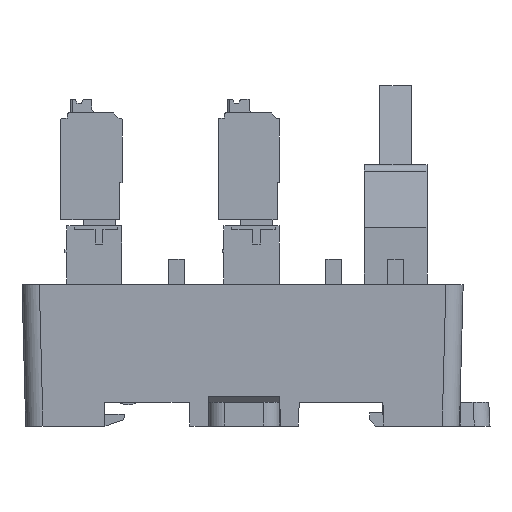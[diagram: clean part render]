
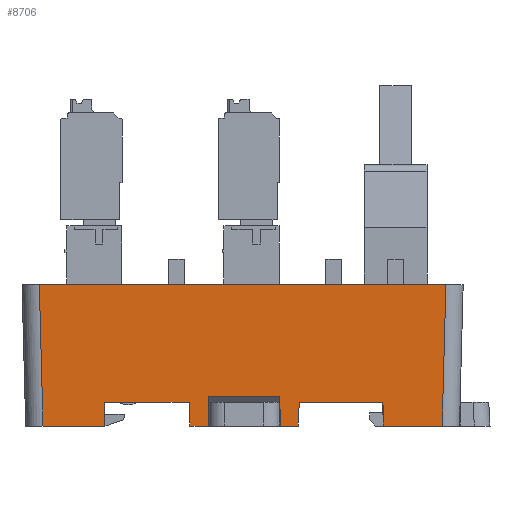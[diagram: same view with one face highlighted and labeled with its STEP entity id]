
A CAD part, left-side view. The second image highlights one B-rep face of the part: STEP entity #8706.
In plain terms, the highlighted planar face has unit normal (-1, 0, -0.026).
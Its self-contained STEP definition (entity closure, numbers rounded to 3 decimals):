
#3830=FACE_OUTER_BOUND('',#20737,.T.);
#8706=ADVANCED_FACE('',(#3830),#13797,.T.);
#13797=PLANE('',#103190);
#20737=EDGE_LOOP('',(#27040,#27041,#27042,#27043,#27044,#27045,#27046,#27047,
#27048,#27049,#27050,#27051,#27052,#27053,#27054,#27055));
#27040=ORIENTED_EDGE('',*,*,#65459,.T.);
#27041=ORIENTED_EDGE('',*,*,#65460,.F.);
#27042=ORIENTED_EDGE('',*,*,#65461,.T.);
#27043=ORIENTED_EDGE('',*,*,#65199,.T.);
#27044=ORIENTED_EDGE('',*,*,#65462,.T.);
#27045=ORIENTED_EDGE('',*,*,#65463,.T.);
#27046=ORIENTED_EDGE('',*,*,#65464,.T.);
#27047=ORIENTED_EDGE('',*,*,#65465,.T.);
#27048=ORIENTED_EDGE('',*,*,#65466,.T.);
#27049=ORIENTED_EDGE('',*,*,#65467,.T.);
#27050=ORIENTED_EDGE('',*,*,#65457,.F.);
#27051=ORIENTED_EDGE('',*,*,#65209,.T.);
#27052=ORIENTED_EDGE('',*,*,#65468,.F.);
#27053=ORIENTED_EDGE('',*,*,#65469,.F.);
#27054=ORIENTED_EDGE('',*,*,#65470,.T.);
#27055=ORIENTED_EDGE('',*,*,#65471,.F.);
#55434=VERTEX_POINT('',#138629);
#55435=VERTEX_POINT('',#138631);
#55444=VERTEX_POINT('',#138649);
#55445=VERTEX_POINT('',#138651);
#55627=VERTEX_POINT('',#139149);
#55628=VERTEX_POINT('',#139153);
#55629=VERTEX_POINT('',#139154);
#55630=VERTEX_POINT('',#139156);
#55631=VERTEX_POINT('',#139159);
#55632=VERTEX_POINT('',#139161);
#55633=VERTEX_POINT('',#139163);
#55634=VERTEX_POINT('',#139165);
#55635=VERTEX_POINT('',#139167);
#55636=VERTEX_POINT('',#139170);
#55637=VERTEX_POINT('',#139172);
#55638=VERTEX_POINT('',#139174);
#65199=EDGE_CURVE('',#55435,#55434,#79657,.T.);
#65209=EDGE_CURVE('',#55445,#55444,#79665,.T.);
#65457=EDGE_CURVE('',#55445,#55627,#79896,.T.);
#65459=EDGE_CURVE('',#55628,#55629,#79898,.T.);
#65460=EDGE_CURVE('',#55630,#55629,#79899,.T.);
#65461=EDGE_CURVE('',#55630,#55435,#79900,.T.);
#65462=EDGE_CURVE('',#55434,#55631,#79901,.T.);
#65463=EDGE_CURVE('',#55631,#55632,#79902,.T.);
#65464=EDGE_CURVE('',#55632,#55633,#79903,.T.);
#65465=EDGE_CURVE('',#55633,#55634,#79904,.T.);
#65466=EDGE_CURVE('',#55634,#55635,#79905,.T.);
#65467=EDGE_CURVE('',#55635,#55627,#79906,.T.);
#65468=EDGE_CURVE('',#55636,#55444,#79907,.T.);
#65469=EDGE_CURVE('',#55637,#55636,#79908,.T.);
#65470=EDGE_CURVE('',#55637,#55638,#79909,.T.);
#65471=EDGE_CURVE('',#55628,#55638,#79910,.T.);
#79657=LINE('',#138630,#91526);
#79665=LINE('',#138650,#91534);
#79896=LINE('',#139148,#91765);
#79898=LINE('',#139152,#91767);
#79899=LINE('',#139155,#91768);
#79900=LINE('',#139157,#91769);
#79901=LINE('',#139158,#91770);
#79902=LINE('',#139160,#91771);
#79903=LINE('',#139162,#91772);
#79904=LINE('',#139164,#91773);
#79905=LINE('',#139166,#91774);
#79906=LINE('',#139168,#91775);
#79907=LINE('',#139169,#91776);
#79908=LINE('',#139171,#91777);
#79909=LINE('',#139173,#91778);
#79910=LINE('',#139175,#91779);
#91526=VECTOR('',#111006,1.);
#91534=VECTOR('',#111018,1.);
#91765=VECTOR('',#111419,1.);
#91767=VECTOR('',#111423,1.);
#91768=VECTOR('',#111424,1.);
#91769=VECTOR('',#111425,1.);
#91770=VECTOR('',#111426,1.);
#91771=VECTOR('',#111427,1.);
#91772=VECTOR('',#111428,1.);
#91773=VECTOR('',#111429,1.);
#91774=VECTOR('',#111430,1.);
#91775=VECTOR('',#111431,1.);
#91776=VECTOR('',#111432,1.);
#91777=VECTOR('',#111433,1.);
#91778=VECTOR('',#111434,1.);
#91779=VECTOR('',#111435,1.);
#103190=AXIS2_PLACEMENT_3D('',#139176,#111436,#111437);
#111006=DIRECTION('',(0.,-1.,0.));
#111018=DIRECTION('',(0.,-1.,0.));
#111419=DIRECTION('',(0.026,0.017,-1.));
#111423=DIRECTION('',(0.026,-0.009,-1.));
#111424=DIRECTION('',(0.,1.,0.));
#111425=DIRECTION('',(-0.026,-0.035,0.999));
#111426=DIRECTION('',(0.026,-0.017,-1.));
#111427=DIRECTION('',(0.,-1.,0.));
#111428=DIRECTION('',(-0.026,-0.026,0.999));
#111429=DIRECTION('',(0.,1.,0.));
#111430=DIRECTION('',(0.026,-0.026,-0.999));
#111431=DIRECTION('',(0.,-1.,0.));
#111432=DIRECTION('',(-0.026,0.035,0.999));
#111433=DIRECTION('',(0.,1.,0.));
#111434=DIRECTION('',(-0.026,-0.009,1.));
#111435=DIRECTION('',(0.,1.,0.));
#111436=DIRECTION('',(-1.,0.,-0.026));
#111437=DIRECTION('',(0.026,0.,-1.));
#138629=CARTESIAN_POINT('',(376.688,136.238,177.));
#138630=CARTESIAN_POINT('',(376.688,153.888,177.));
#138631=CARTESIAN_POINT('',(376.688,146.888,177.));
#138649=CARTESIAN_POINT('',(376.688,160.888,177.));
#138650=CARTESIAN_POINT('',(376.688,153.888,177.));
#138651=CARTESIAN_POINT('',(376.688,171.638,177.));
#139148=CARTESIAN_POINT('',(376.72,171.659,175.796));
#139149=CARTESIAN_POINT('',(376.767,171.69,174.));
#139152=CARTESIAN_POINT('',(376.72,149.327,175.796));
#139153=CARTESIAN_POINT('',(376.669,149.344,177.726));
#139154=CARTESIAN_POINT('',(376.767,149.312,174.));
#139155=CARTESIAN_POINT('',(376.767,153.888,174.));
#139156=CARTESIAN_POINT('',(376.767,146.993,174.));
#139157=CARTESIAN_POINT('',(376.303,146.374,191.718));
#139158=CARTESIAN_POINT('',(376.287,136.505,192.309));
#139159=CARTESIAN_POINT('',(376.767,136.186,174.));
#139160=CARTESIAN_POINT('',(376.767,153.888,174.));
#139161=CARTESIAN_POINT('',(376.767,128.708,174.));
#139162=CARTESIAN_POINT('',(376.313,128.254,191.34));
#139163=CARTESIAN_POINT('',(376.296,128.237,192.));
#139164=CARTESIAN_POINT('',(376.296,154.388,192.));
#139165=CARTESIAN_POINT('',(376.296,179.939,192.));
#139166=CARTESIAN_POINT('',(376.313,179.921,191.34));
#139167=CARTESIAN_POINT('',(376.767,179.467,174.));
#139168=CARTESIAN_POINT('',(376.767,154.388,174.));
#139169=CARTESIAN_POINT('',(376.72,160.846,175.798));
#139170=CARTESIAN_POINT('',(376.767,160.783,174.));
#139171=CARTESIAN_POINT('',(376.767,153.888,174.));
#139172=CARTESIAN_POINT('',(376.767,158.464,174.));
#139173=CARTESIAN_POINT('',(376.72,158.448,175.796));
#139174=CARTESIAN_POINT('',(376.669,158.432,177.726));
#139175=CARTESIAN_POINT('',(376.669,363.333,177.726));
#139176=CARTESIAN_POINT('',(376.296,154.388,191.997));
